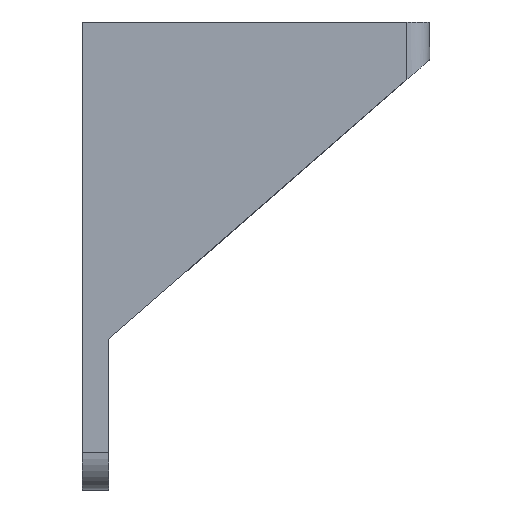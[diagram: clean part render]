
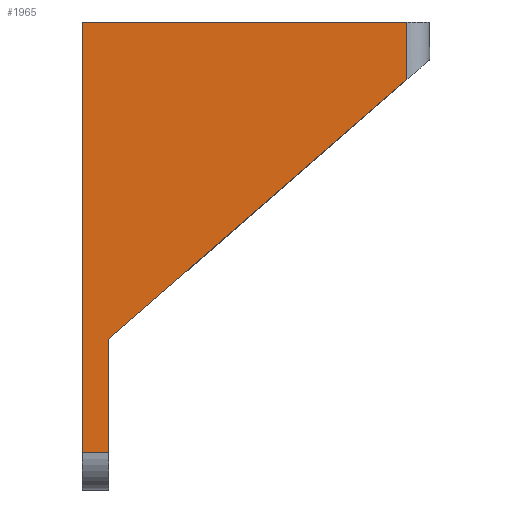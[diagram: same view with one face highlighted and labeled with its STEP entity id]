
A CAD part, front view. The second image highlights one B-rep face of the part: STEP entity #1965.
In plain terms, the highlighted planar face has unit normal (0, -1, 0).
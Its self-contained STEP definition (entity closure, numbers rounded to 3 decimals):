
#44 = PLANE('',#45);
#45 = AXIS2_PLACEMENT_3D('',#46,#47,#48);
#46 = CARTESIAN_POINT('',(20.,-32.,-82.));
#47 = DIRECTION('',(1.,0.,0.));
#48 = DIRECTION('',(0.,0.,1.));
#72 = CYLINDRICAL_SURFACE('',#73,5.);
#73 = AXIS2_PLACEMENT_3D('',#74,#75,#76);
#74 = CARTESIAN_POINT('',(20.,-27.,-77.));
#75 = DIRECTION('',(1.,0.,0.));
#76 = DIRECTION('',(0.,0.,-1.));
#100 = PLANE('',#101);
#101 = AXIS2_PLACEMENT_3D('',#102,#103,#104);
#102 = CARTESIAN_POINT('',(23.5,0.,-54.57));
#103 = DIRECTION('',(1.,0.,0.));
#104 = DIRECTION('',(0.,0.,1.));
#187 = PLANE('',#188);
#188 = AXIS2_PLACEMENT_3D('',#189,#190,#191);
#189 = CARTESIAN_POINT('',(66.,32.,-20.));
#190 = DIRECTION('',(0.,0.,-1.));
#191 = DIRECTION('',(-1.,0.,0.));
#252 = VERTEX_POINT('',#253);
#253 = CARTESIAN_POINT('',(20.,-32.,-20.));
#274 = EDGE_CURVE('',#275,#252,#277,.T.);
#275 = VERTEX_POINT('',#276);
#276 = CARTESIAN_POINT('',(20.,-32.,-77.));
#277 = SURFACE_CURVE('',#278,(#282,#289),.PCURVE_S1.);
#278 = LINE('',#279,#280);
#279 = CARTESIAN_POINT('',(20.,-32.,-82.));
#280 = VECTOR('',#281,1.);
#281 = DIRECTION('',(0.,0.,1.));
#282 = PCURVE('',#44,#283);
#283 = DEFINITIONAL_REPRESENTATION('',(#284),#288);
#284 = LINE('',#285,#286);
#285 = CARTESIAN_POINT('',(0.,0.));
#286 = VECTOR('',#287,1.);
#287 = DIRECTION('',(1.,0.));
#288 = ( GEOMETRIC_REPRESENTATION_CONTEXT(2) 
PARAMETRIC_REPRESENTATION_CONTEXT() REPRESENTATION_CONTEXT('2D SPACE',''
  ) );
#289 = PCURVE('',#290,#295);
#290 = PLANE('',#291);
#291 = AXIS2_PLACEMENT_3D('',#292,#293,#294);
#292 = CARTESIAN_POINT('',(34.305,-32.,-43.416));
#293 = DIRECTION('',(-0.,-1.,-0.));
#294 = DIRECTION('',(0.,0.,-1.));
#295 = DEFINITIONAL_REPRESENTATION('',(#296),#300);
#296 = LINE('',#297,#298);
#297 = CARTESIAN_POINT('',(38.584,-14.305));
#298 = VECTOR('',#299,1.);
#299 = DIRECTION('',(-1.,0.));
#300 = ( GEOMETRIC_REPRESENTATION_CONTEXT(2) 
PARAMETRIC_REPRESENTATION_CONTEXT() REPRESENTATION_CONTEXT('2D SPACE',''
  ) );
#721 = EDGE_CURVE('',#275,#722,#724,.T.);
#722 = VERTEX_POINT('',#723);
#723 = CARTESIAN_POINT('',(23.5,-32.,-77.));
#724 = SURFACE_CURVE('',#725,(#729,#736),.PCURVE_S1.);
#725 = LINE('',#726,#727);
#726 = CARTESIAN_POINT('',(20.,-32.,-77.));
#727 = VECTOR('',#728,1.);
#728 = DIRECTION('',(1.,0.,0.));
#729 = PCURVE('',#72,#730);
#730 = DEFINITIONAL_REPRESENTATION('',(#731),#735);
#731 = LINE('',#732,#733);
#732 = CARTESIAN_POINT('',(-1.571,0.));
#733 = VECTOR('',#734,1.);
#734 = DIRECTION('',(-0.,1.));
#735 = ( GEOMETRIC_REPRESENTATION_CONTEXT(2) 
PARAMETRIC_REPRESENTATION_CONTEXT() REPRESENTATION_CONTEXT('2D SPACE',''
  ) );
#736 = PCURVE('',#290,#737);
#737 = DEFINITIONAL_REPRESENTATION('',(#738),#742);
#738 = LINE('',#739,#740);
#739 = CARTESIAN_POINT('',(33.584,-14.305));
#740 = VECTOR('',#741,1.);
#741 = DIRECTION('',(0.,1.));
#742 = ( GEOMETRIC_REPRESENTATION_CONTEXT(2) 
PARAMETRIC_REPRESENTATION_CONTEXT() REPRESENTATION_CONTEXT('2D SPACE',''
  ) );
#824 = EDGE_CURVE('',#722,#825,#827,.T.);
#825 = VERTEX_POINT('',#826);
#826 = CARTESIAN_POINT('',(23.5,-32.,-62.));
#827 = SURFACE_CURVE('',#828,(#832,#839),.PCURVE_S1.);
#828 = LINE('',#829,#830);
#829 = CARTESIAN_POINT('',(23.5,-32.,-82.));
#830 = VECTOR('',#831,1.);
#831 = DIRECTION('',(0.,0.,1.));
#832 = PCURVE('',#100,#833);
#833 = DEFINITIONAL_REPRESENTATION('',(#834),#838);
#834 = LINE('',#835,#836);
#835 = CARTESIAN_POINT('',(-27.43,32.));
#836 = VECTOR('',#837,1.);
#837 = DIRECTION('',(1.,0.));
#838 = ( GEOMETRIC_REPRESENTATION_CONTEXT(2) 
PARAMETRIC_REPRESENTATION_CONTEXT() REPRESENTATION_CONTEXT('2D SPACE',''
  ) );
#839 = PCURVE('',#290,#840);
#840 = DEFINITIONAL_REPRESENTATION('',(#841),#845);
#841 = LINE('',#842,#843);
#842 = CARTESIAN_POINT('',(38.584,-10.805));
#843 = VECTOR('',#844,1.);
#844 = DIRECTION('',(-1.,0.));
#845 = ( GEOMETRIC_REPRESENTATION_CONTEXT(2) 
PARAMETRIC_REPRESENTATION_CONTEXT() REPRESENTATION_CONTEXT('2D SPACE',''
  ) );
#999 = PLANE('',#1000);
#1000 = AXIS2_PLACEMENT_3D('',#1001,#1002,#1003);
#1001 = CARTESIAN_POINT('',(23.5,32.,-62.));
#1002 = DIRECTION('',(-0.657,0.,0.754));
#1003 = DIRECTION('',(0.754,0.,0.657));
#1386 = EDGE_CURVE('',#1387,#252,#1389,.T.);
#1387 = VERTEX_POINT('',#1388);
#1388 = CARTESIAN_POINT('',(63.,-32.,-20.));
#1389 = SURFACE_CURVE('',#1390,(#1394,#1401),.PCURVE_S1.);
#1390 = LINE('',#1391,#1392);
#1391 = CARTESIAN_POINT('',(66.,-32.,-20.));
#1392 = VECTOR('',#1393,1.);
#1393 = DIRECTION('',(-1.,0.,0.));
#1394 = PCURVE('',#187,#1395);
#1395 = DEFINITIONAL_REPRESENTATION('',(#1396),#1400);
#1396 = LINE('',#1397,#1398);
#1397 = CARTESIAN_POINT('',(0.,-64.));
#1398 = VECTOR('',#1399,1.);
#1399 = DIRECTION('',(1.,0.));
#1400 = ( GEOMETRIC_REPRESENTATION_CONTEXT(2) 
PARAMETRIC_REPRESENTATION_CONTEXT() REPRESENTATION_CONTEXT('2D SPACE',''
  ) );
#1401 = PCURVE('',#290,#1402);
#1402 = DEFINITIONAL_REPRESENTATION('',(#1403),#1407);
#1403 = LINE('',#1404,#1405);
#1404 = CARTESIAN_POINT('',(-23.416,31.695));
#1405 = VECTOR('',#1406,1.);
#1406 = DIRECTION('',(0.,-1.));
#1407 = ( GEOMETRIC_REPRESENTATION_CONTEXT(2) 
PARAMETRIC_REPRESENTATION_CONTEXT() REPRESENTATION_CONTEXT('2D SPACE',''
  ) );
#1584 = CYLINDRICAL_SURFACE('',#1585,3.);
#1585 = AXIS2_PLACEMENT_3D('',#1586,#1587,#1588);
#1586 = CARTESIAN_POINT('',(63.,-29.,-25.));
#1587 = DIRECTION('',(0.,0.,1.));
#1588 = DIRECTION('',(0.,-1.,0.));
#1965 = ADVANCED_FACE('',(#1966),#290,.T.);
#1966 = FACE_BOUND('',#1967,.T.);
#1967 = EDGE_LOOP('',(#1968,#1969,#1970,#1971,#1994,#2015));
#1968 = ORIENTED_EDGE('',*,*,#274,.F.);
#1969 = ORIENTED_EDGE('',*,*,#721,.T.);
#1970 = ORIENTED_EDGE('',*,*,#824,.T.);
#1971 = ORIENTED_EDGE('',*,*,#1972,.T.);
#1972 = EDGE_CURVE('',#825,#1973,#1975,.T.);
#1973 = VERTEX_POINT('',#1974);
#1974 = CARTESIAN_POINT('',(63.,-32.,-27.612));
#1975 = SURFACE_CURVE('',#1976,(#1980,#1987),.PCURVE_S1.);
#1976 = LINE('',#1977,#1978);
#1977 = CARTESIAN_POINT('',(23.5,-32.,-62.));
#1978 = VECTOR('',#1979,1.);
#1979 = DIRECTION('',(0.754,0.,0.657));
#1980 = PCURVE('',#290,#1981);
#1981 = DEFINITIONAL_REPRESENTATION('',(#1982),#1986);
#1982 = LINE('',#1983,#1984);
#1983 = CARTESIAN_POINT('',(18.584,-10.805));
#1984 = VECTOR('',#1985,1.);
#1985 = DIRECTION('',(-0.657,0.754));
#1986 = ( GEOMETRIC_REPRESENTATION_CONTEXT(2) 
PARAMETRIC_REPRESENTATION_CONTEXT() REPRESENTATION_CONTEXT('2D SPACE',''
  ) );
#1987 = PCURVE('',#999,#1988);
#1988 = DEFINITIONAL_REPRESENTATION('',(#1989),#1993);
#1989 = LINE('',#1990,#1991);
#1990 = CARTESIAN_POINT('',(0.,-64.));
#1991 = VECTOR('',#1992,1.);
#1992 = DIRECTION('',(1.,0.));
#1993 = ( GEOMETRIC_REPRESENTATION_CONTEXT(2) 
PARAMETRIC_REPRESENTATION_CONTEXT() REPRESENTATION_CONTEXT('2D SPACE',''
  ) );
#1994 = ORIENTED_EDGE('',*,*,#1995,.T.);
#1995 = EDGE_CURVE('',#1973,#1387,#1996,.T.);
#1996 = SURFACE_CURVE('',#1997,(#2001,#2008),.PCURVE_S1.);
#1997 = LINE('',#1998,#1999);
#1998 = CARTESIAN_POINT('',(63.,-32.,-25.));
#1999 = VECTOR('',#2000,1.);
#2000 = DIRECTION('',(0.,0.,1.));
#2001 = PCURVE('',#290,#2002);
#2002 = DEFINITIONAL_REPRESENTATION('',(#2003),#2007);
#2003 = LINE('',#2004,#2005);
#2004 = CARTESIAN_POINT('',(-18.416,28.695));
#2005 = VECTOR('',#2006,1.);
#2006 = DIRECTION('',(-1.,0.));
#2007 = ( GEOMETRIC_REPRESENTATION_CONTEXT(2) 
PARAMETRIC_REPRESENTATION_CONTEXT() REPRESENTATION_CONTEXT('2D SPACE',''
  ) );
#2008 = PCURVE('',#1584,#2009);
#2009 = DEFINITIONAL_REPRESENTATION('',(#2010),#2014);
#2010 = LINE('',#2011,#2012);
#2011 = CARTESIAN_POINT('',(0.,0.));
#2012 = VECTOR('',#2013,1.);
#2013 = DIRECTION('',(0.,1.));
#2014 = ( GEOMETRIC_REPRESENTATION_CONTEXT(2) 
PARAMETRIC_REPRESENTATION_CONTEXT() REPRESENTATION_CONTEXT('2D SPACE',''
  ) );
#2015 = ORIENTED_EDGE('',*,*,#1386,.T.);
